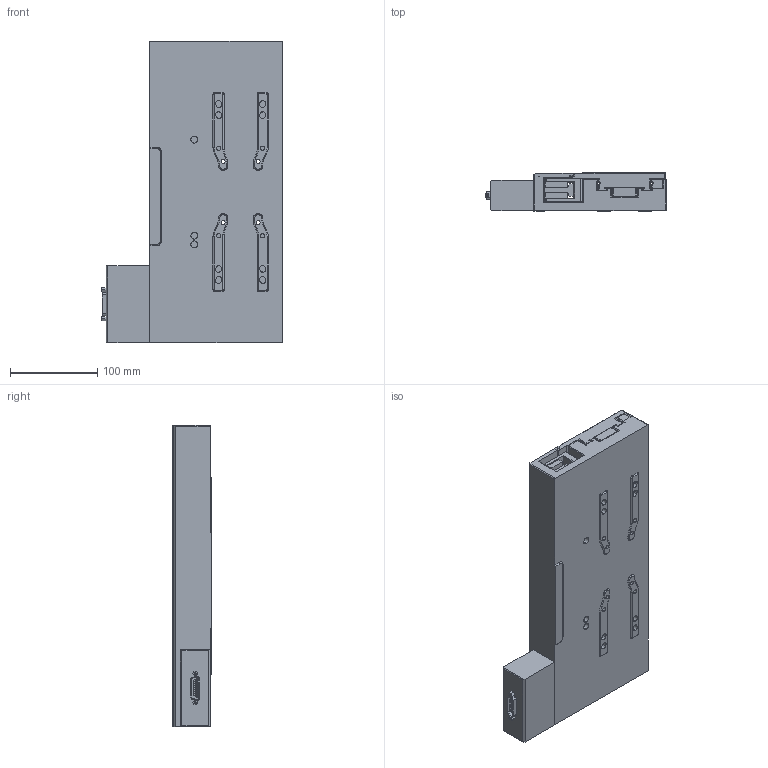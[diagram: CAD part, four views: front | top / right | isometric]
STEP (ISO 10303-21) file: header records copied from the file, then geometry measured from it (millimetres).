
FILE_DESCRIPTION (( 'STEP AP203' ), '1' );
FILE_NAME ('LDM210C-AE54T10A.STEP', '2024-01-19T22:12:37', ( '' ), ( '' ), 'SwSTEP 2.0', 'SolidWorks 2019', '' );
FILE_SCHEMA (( 'CONFIG_CONTROL_DESIGN' ));
Length unit declared in the file: millimetre
Products named in the file (1): LDM210C-AE54T10A
Bounding box: 206.26 x 44 x 345 mm (x, y, z)
Volume: 2061770.2 mm3; surface area: 446997.1 mm2
Topology: 27 solids, 27 shells, 1088 faces, 2747 edges, 1830 vertices
Faces by surface type: plane 626, cylinder 414, torus 40, cone 8
Entity records: 33077 total; most frequent: CARTESIAN_POINT 5881, DIRECTION 5793, ORIENTED_EDGE 5494, EDGE_CURVE 2747, AXIS2_PLACEMENT_3D 2014, VERTEX_POINT 1830, LINE 1765, VECTOR 1765
